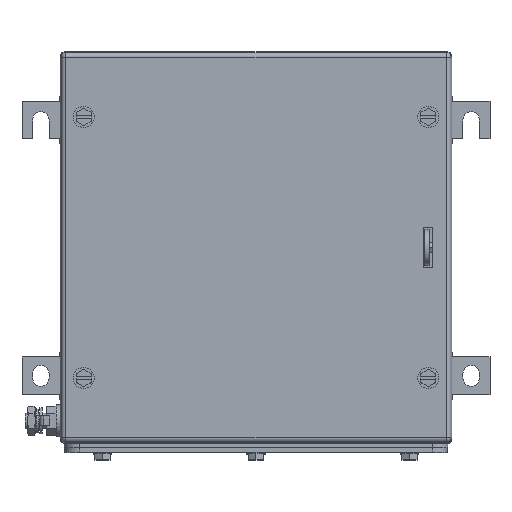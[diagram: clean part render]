
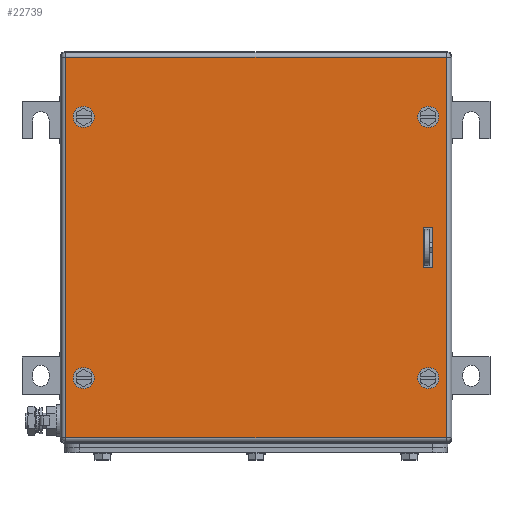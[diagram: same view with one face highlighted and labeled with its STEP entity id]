
A CAD part, top view. The second image highlights one B-rep face of the part: STEP entity #22739.
In plain terms, the highlighted planar face has unit normal (0, 0, 1).
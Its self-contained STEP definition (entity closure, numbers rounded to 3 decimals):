
#22579=AXIS2_PLACEMENT_3D('Circle Axis2P3D',#22577,#22578,$) ;
#22606=AXIS2_PLACEMENT_3D('Plane Axis2P3D',#22603,#22604,#22605) ;
#22644=AXIS2_PLACEMENT_3D('Circle Axis2P3D',#22642,#22643,$) ;
#22653=AXIS2_PLACEMENT_3D('Circle Axis2P3D',#22651,#22652,$) ;
#22662=AXIS2_PLACEMENT_3D('Circle Axis2P3D',#22660,#22661,$) ;
#22671=AXIS2_PLACEMENT_3D('Circle Axis2P3D',#22669,#22670,$) ;
#22680=AXIS2_PLACEMENT_3D('Circle Axis2P3D',#22678,#22679,$) ;
#22689=AXIS2_PLACEMENT_3D('Circle Axis2P3D',#22687,#22688,$) ;
#22698=AXIS2_PLACEMENT_3D('Circle Axis2P3D',#22696,#22697,$) ;
#22574=CARTESIAN_POINT('Vertex',(44.5,227.75,153.5)) ;
#22577=CARTESIAN_POINT('Axis2P3D Location',(41.,227.75,153.5)) ;
#22581=CARTESIAN_POINT('Vertex',(37.5,227.75,153.5)) ;
#22603=CARTESIAN_POINT('Axis2P3D Location',(155.5,141.,153.5)) ;
#22608=CARTESIAN_POINT('Line Origine',(155.5,267.5,153.5)) ;
#22612=CARTESIAN_POINT('Vertex',(282.,267.5,153.5)) ;
#22614=CARTESIAN_POINT('Vertex',(29.,267.5,153.5)) ;
#22617=CARTESIAN_POINT('Line Origine',(29.,141.,153.5)) ;
#22621=CARTESIAN_POINT('Vertex',(29.,14.5,153.5)) ;
#22624=CARTESIAN_POINT('Line Origine',(155.5,14.5,153.5)) ;
#22628=CARTESIAN_POINT('Vertex',(282.,14.5,153.5)) ;
#22631=CARTESIAN_POINT('Line Origine',(282.,141.,153.5)) ;
#22642=CARTESIAN_POINT('Axis2P3D Location',(41.,227.75,153.5)) ;
#22651=CARTESIAN_POINT('Axis2P3D Location',(41.,54.25,153.5)) ;
#22655=CARTESIAN_POINT('Vertex',(37.5,54.25,153.5)) ;
#22657=CARTESIAN_POINT('Vertex',(44.5,54.25,153.5)) ;
#22660=CARTESIAN_POINT('Axis2P3D Location',(41.,54.25,153.5)) ;
#22669=CARTESIAN_POINT('Axis2P3D Location',(270.,54.25,153.5)) ;
#22673=CARTESIAN_POINT('Vertex',(273.5,54.25,153.5)) ;
#22675=CARTESIAN_POINT('Vertex',(266.5,54.25,153.5)) ;
#22678=CARTESIAN_POINT('Axis2P3D Location',(270.,54.25,153.5)) ;
#22687=CARTESIAN_POINT('Axis2P3D Location',(270.,227.75,153.5)) ;
#22691=CARTESIAN_POINT('Vertex',(273.5,227.75,153.5)) ;
#22693=CARTESIAN_POINT('Vertex',(266.5,227.75,153.5)) ;
#22696=CARTESIAN_POINT('Axis2P3D Location',(270.,227.75,153.5)) ;
#22705=CARTESIAN_POINT('Line Origine',(269.75,127.5,153.5)) ;
#22709=CARTESIAN_POINT('Vertex',(273.,127.5,153.5)) ;
#22711=CARTESIAN_POINT('Vertex',(266.5,127.5,153.5)) ;
#22714=CARTESIAN_POINT('Line Origine',(266.5,141.,153.5)) ;
#22718=CARTESIAN_POINT('Vertex',(266.5,154.5,153.5)) ;
#22721=CARTESIAN_POINT('Line Origine',(269.75,154.5,153.5)) ;
#22725=CARTESIAN_POINT('Vertex',(273.,154.5,153.5)) ;
#22728=CARTESIAN_POINT('Line Origine',(273.,141.,153.5)) ;
#22578=DIRECTION('Axis2P3D Direction',(0.,0.,1.)) ;
#22604=DIRECTION('Axis2P3D Direction',(0.,0.,1.)) ;
#22605=DIRECTION('Axis2P3D XDirection',(1.,0.,0.)) ;
#22609=DIRECTION('Vector Direction',(1.,0.,0.)) ;
#22618=DIRECTION('Vector Direction',(0.,-1.,0.)) ;
#22625=DIRECTION('Vector Direction',(1.,0.,0.)) ;
#22632=DIRECTION('Vector Direction',(0.,1.,0.)) ;
#22643=DIRECTION('Axis2P3D Direction',(0.,0.,1.)) ;
#22652=DIRECTION('Axis2P3D Direction',(0.,0.,1.)) ;
#22661=DIRECTION('Axis2P3D Direction',(0.,0.,1.)) ;
#22670=DIRECTION('Axis2P3D Direction',(0.,0.,1.)) ;
#22679=DIRECTION('Axis2P3D Direction',(0.,0.,1.)) ;
#22688=DIRECTION('Axis2P3D Direction',(0.,0.,1.)) ;
#22697=DIRECTION('Axis2P3D Direction',(0.,0.,1.)) ;
#22706=DIRECTION('Vector Direction',(-1.,0.,0.)) ;
#22715=DIRECTION('Vector Direction',(0.,1.,0.)) ;
#22722=DIRECTION('Vector Direction',(1.,0.,0.)) ;
#22729=DIRECTION('Vector Direction',(0.,-1.,0.)) ;
#22610=VECTOR('Line Direction',#22609,1.) ;
#22619=VECTOR('Line Direction',#22618,1.) ;
#22626=VECTOR('Line Direction',#22625,1.) ;
#22633=VECTOR('Line Direction',#22632,1.) ;
#22707=VECTOR('Line Direction',#22706,1.) ;
#22716=VECTOR('Line Direction',#22715,1.) ;
#22723=VECTOR('Line Direction',#22722,1.) ;
#22730=VECTOR('Line Direction',#22729,1.) ;
#22637=ORIENTED_EDGE('',*,*,#22616,.T.) ;
#22638=ORIENTED_EDGE('',*,*,#22623,.T.) ;
#22639=ORIENTED_EDGE('',*,*,#22630,.T.) ;
#22640=ORIENTED_EDGE('',*,*,#22635,.T.) ;
#22648=ORIENTED_EDGE('',*,*,#22646,.F.) ;
#22649=ORIENTED_EDGE('',*,*,#22583,.F.) ;
#22666=ORIENTED_EDGE('',*,*,#22659,.F.) ;
#22667=ORIENTED_EDGE('',*,*,#22664,.F.) ;
#22684=ORIENTED_EDGE('',*,*,#22677,.F.) ;
#22685=ORIENTED_EDGE('',*,*,#22682,.F.) ;
#22702=ORIENTED_EDGE('',*,*,#22695,.F.) ;
#22703=ORIENTED_EDGE('',*,*,#22700,.F.) ;
#22734=ORIENTED_EDGE('',*,*,#22713,.T.) ;
#22735=ORIENTED_EDGE('',*,*,#22720,.T.) ;
#22736=ORIENTED_EDGE('',*,*,#22727,.T.) ;
#22737=ORIENTED_EDGE('',*,*,#22732,.T.) ;
#22650=FACE_BOUND('',#22647,.T.) ;
#22668=FACE_BOUND('',#22665,.T.) ;
#22686=FACE_BOUND('',#22683,.T.) ;
#22704=FACE_BOUND('',#22701,.T.) ;
#22738=FACE_BOUND('',#22733,.T.) ;
#22739=ADVANCED_FACE('ZUB_KTB_MH_262615_1GP_AllCATPart.1\\ZUB_DE_KTB_MH_306x306.1\\DE_KTB_MH_PART_MASTER.1\\Koerper.2',(#22641,#22650,#22668,#22686,#22704,#22738),#22607,.T.) ;
#22580=CIRCLE('generated circle',#22579,3.5) ;
#22645=CIRCLE('generated circle',#22644,3.5) ;
#22654=CIRCLE('generated circle',#22653,3.5) ;
#22663=CIRCLE('generated circle',#22662,3.5) ;
#22672=CIRCLE('generated circle',#22671,3.5) ;
#22681=CIRCLE('generated circle',#22680,3.5) ;
#22690=CIRCLE('generated circle',#22689,3.5) ;
#22699=CIRCLE('generated circle',#22698,3.5) ;
#22583=EDGE_CURVE('',#22575,#22582,#22580,.T.) ;
#22616=EDGE_CURVE('',#22613,#22615,#22611,.F.) ;
#22623=EDGE_CURVE('',#22615,#22622,#22620,.T.) ;
#22630=EDGE_CURVE('',#22622,#22629,#22627,.T.) ;
#22635=EDGE_CURVE('',#22629,#22613,#22634,.T.) ;
#22646=EDGE_CURVE('',#22582,#22575,#22645,.T.) ;
#22659=EDGE_CURVE('',#22656,#22658,#22654,.T.) ;
#22664=EDGE_CURVE('',#22658,#22656,#22663,.T.) ;
#22677=EDGE_CURVE('',#22674,#22676,#22672,.T.) ;
#22682=EDGE_CURVE('',#22676,#22674,#22681,.T.) ;
#22695=EDGE_CURVE('',#22692,#22694,#22690,.T.) ;
#22700=EDGE_CURVE('',#22694,#22692,#22699,.T.) ;
#22713=EDGE_CURVE('',#22710,#22712,#22708,.T.) ;
#22720=EDGE_CURVE('',#22712,#22719,#22717,.T.) ;
#22727=EDGE_CURVE('',#22719,#22726,#22724,.T.) ;
#22732=EDGE_CURVE('',#22726,#22710,#22731,.T.) ;
#22636=EDGE_LOOP('',(#22637,#22638,#22639,#22640)) ;
#22647=EDGE_LOOP('',(#22648,#22649)) ;
#22665=EDGE_LOOP('',(#22666,#22667)) ;
#22683=EDGE_LOOP('',(#22684,#22685)) ;
#22701=EDGE_LOOP('',(#22702,#22703)) ;
#22733=EDGE_LOOP('',(#22734,#22735,#22736,#22737)) ;
#22641=FACE_OUTER_BOUND('',#22636,.T.) ;
#22611=LINE('Line',#22608,#22610) ;
#22620=LINE('Line',#22617,#22619) ;
#22627=LINE('Line',#22624,#22626) ;
#22634=LINE('Line',#22631,#22633) ;
#22708=LINE('Line',#22705,#22707) ;
#22717=LINE('Line',#22714,#22716) ;
#22724=LINE('Line',#22721,#22723) ;
#22731=LINE('Line',#22728,#22730) ;
#22607=PLANE('',#22606) ;
#22575=VERTEX_POINT('',#22574) ;
#22582=VERTEX_POINT('',#22581) ;
#22613=VERTEX_POINT('',#22612) ;
#22615=VERTEX_POINT('',#22614) ;
#22622=VERTEX_POINT('',#22621) ;
#22629=VERTEX_POINT('',#22628) ;
#22656=VERTEX_POINT('',#22655) ;
#22658=VERTEX_POINT('',#22657) ;
#22674=VERTEX_POINT('',#22673) ;
#22676=VERTEX_POINT('',#22675) ;
#22692=VERTEX_POINT('',#22691) ;
#22694=VERTEX_POINT('',#22693) ;
#22710=VERTEX_POINT('',#22709) ;
#22712=VERTEX_POINT('',#22711) ;
#22719=VERTEX_POINT('',#22718) ;
#22726=VERTEX_POINT('',#22725) ;
